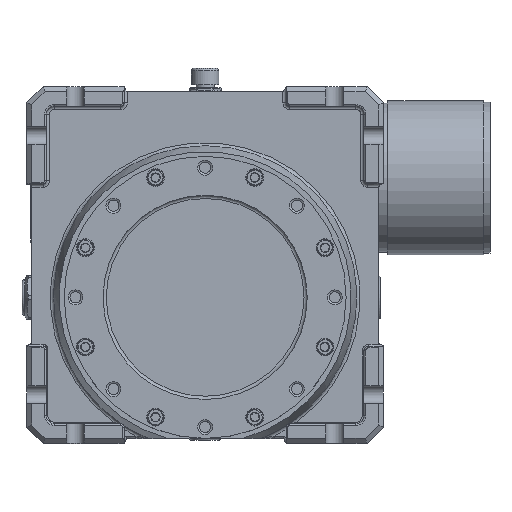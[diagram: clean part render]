
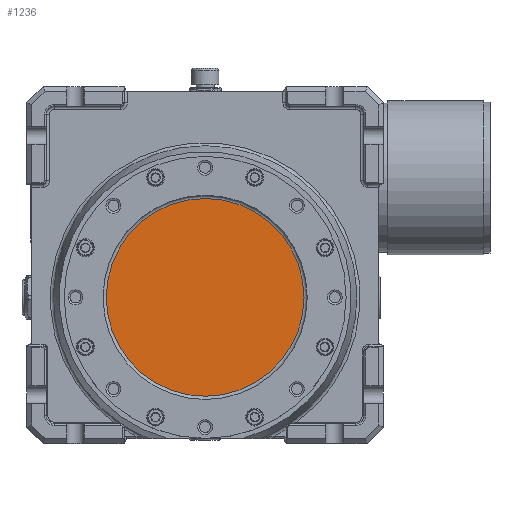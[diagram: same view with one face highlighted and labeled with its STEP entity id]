
A CAD part, top view. The second image highlights one B-rep face of the part: STEP entity #1236.
In plain terms, the highlighted planar face has unit normal (0, 0, 1).
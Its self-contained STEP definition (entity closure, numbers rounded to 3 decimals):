
#1236 = ADVANCED_FACE( '', ( #3514 ), #3515, .F. );
#3514 = FACE_OUTER_BOUND( '', #7403, .T. );
#3515 = PLANE( '', #7404 );
#7403 = EDGE_LOOP( '', ( #16265 ) );
#7404 = AXIS2_PLACEMENT_3D( '', #16266, #16267, #16268 );
#16265 = ORIENTED_EDGE( '', *, *, #24578, .T. );
#16266 = CARTESIAN_POINT( '', ( 804.875, 672.808, 128. ) );
#16267 = DIRECTION( '', ( 0., 0., -1. ) );
#16268 = DIRECTION( '', ( 0., 1., 0. ) );
#24578 = EDGE_CURVE( '', #28030, #28030, #28031, .T. );
#28030 = VERTEX_POINT( '', #34035 );
#28031 = CIRCLE( '', #34036, 61. );
#34035 = CARTESIAN_POINT( '', ( 804.875, 611.808, 128. ) );
#34036 = AXIS2_PLACEMENT_3D( '', #50058, #50059, #50060 );
#50058 = CARTESIAN_POINT( '', ( 804.875, 672.808, 128. ) );
#50059 = DIRECTION( '', ( 0., 0., 1. ) );
#50060 = DIRECTION( '', ( 0., -1., 0. ) );
